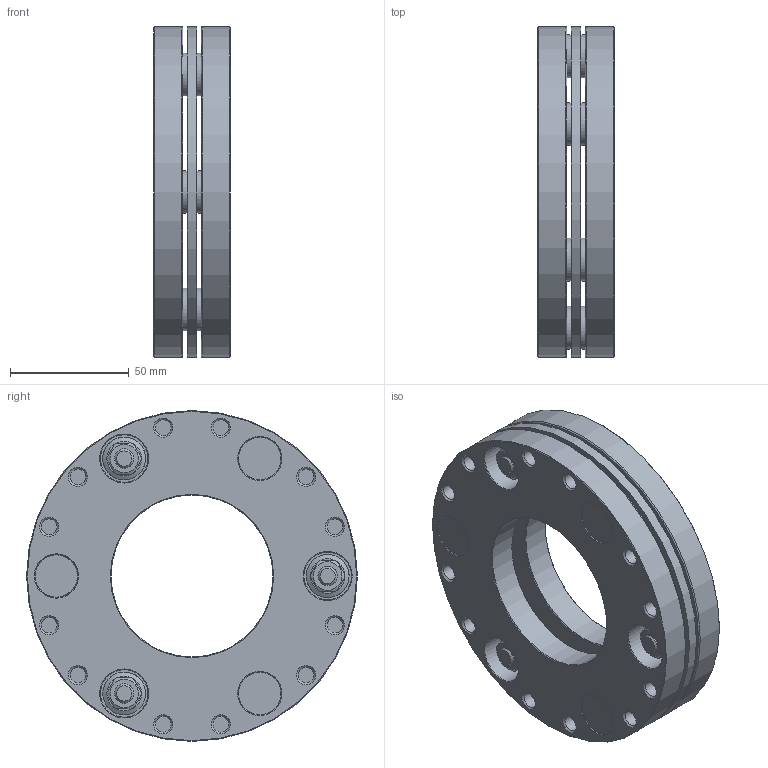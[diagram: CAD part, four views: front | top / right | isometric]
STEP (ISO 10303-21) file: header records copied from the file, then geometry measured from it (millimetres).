
FILE_DESCRIPTION(/* description */ ('Unknown'),/* implementation_level */ '2;1');
FILE_NAME(/* name */ 'HK20-11-00-00',/* time_stamp */ '2020-09-14T11:24:48+02:00',/* author */ ('Unknown'),/* organization */ ('Unknown'),/* preprocessor_version */ 'ST-DEVELOPER v16.7',/* originating_system */ 'Solid Edge',/* authorisation */ 'Unknown');
FILE_SCHEMA (('AUTOMOTIVE_DESIGN {1 0 10303 214 3 1 1}'));
Length unit declared in the file: millimetre
Products named in the file (1): Part8
Bounding box: 32.1 x 139 x 139 mm (x, y, z)
Volume: 302963.8 mm3; surface area: 91750.4 mm2
Topology: 1 solids, 1 shells, 299 faces, 757 edges, 494 vertices
Faces by surface type: plane 108, cylinder 108, cone 73, torus 10
Full cylindrical faces by diameter (mm): 6.647 x24, 8 x6, 17.8 x6, 18 x24, 20 x6, 68 x2, 85 x1, 139 x3
Entity records: 9491 total; most frequent: DIRECTION 1366, CARTESIAN_POINT 1283, ORIENTED_EDGE 946, AXIS2_PLACEMENT_3D 629, FACE_BOUND 563, EDGE_LOOP 562, EDGE_CURVE 473, VERTEX_POINT 366
